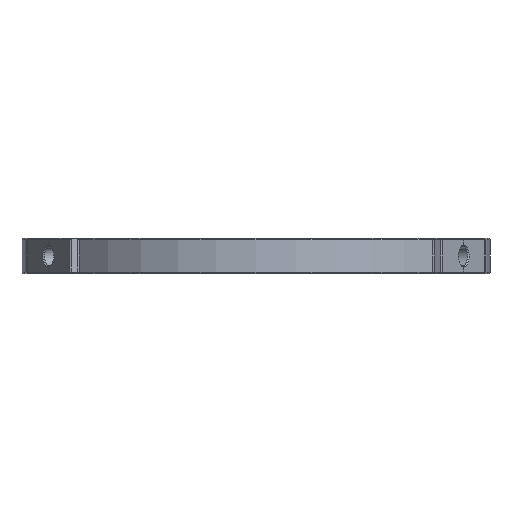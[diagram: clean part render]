
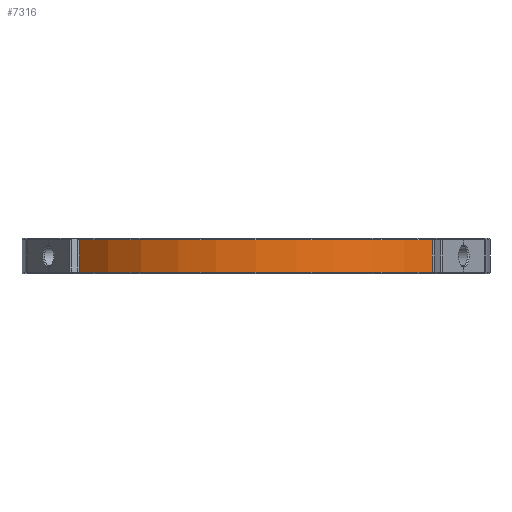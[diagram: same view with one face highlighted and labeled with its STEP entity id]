
A CAD part, front view. The second image highlights one B-rep face of the part: STEP entity #7316.
In plain terms, the highlighted cylindrical face has radius 40 mm (diameter 80 mm), a partial arc.
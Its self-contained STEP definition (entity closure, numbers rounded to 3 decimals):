
#1510 = TOROIDAL_SURFACE('',#1511,39.75,0.25);
#1511 = AXIS2_PLACEMENT_3D('',#1512,#1513,#1514);
#1512 = CARTESIAN_POINT('',(0.,0.,-2.75));
#1513 = DIRECTION('',(0.,0.,1.));
#1514 = DIRECTION('',(-0.757,-0.654,0.));
#2657 = TOROIDAL_SURFACE('',#2658,39.75,0.25);
#2658 = AXIS2_PLACEMENT_3D('',#2659,#2660,#2661);
#2659 = CARTESIAN_POINT('',(0.,0.,2.75));
#2660 = DIRECTION('',(-0.,-0.,-1.));
#2661 = DIRECTION('',(-0.757,-0.654,0.));
#4812 = VERTEX_POINT('',#4813);
#4813 = CARTESIAN_POINT('',(-30.142,-26.296,-2.75));
#4850 = CYLINDRICAL_SURFACE('',#4851,0.25);
#4851 = AXIS2_PLACEMENT_3D('',#4852,#4853,#4854);
#4852 = CARTESIAN_POINT('',(-30.33,-26.46,-3.));
#4853 = DIRECTION('',(0.,0.,1.));
#4854 = DIRECTION('',(-0.5,0.866,0.));
#4942 = VERTEX_POINT('',#4943);
#4943 = CARTESIAN_POINT('',(30.142,-26.296,-2.75));
#4963 = EDGE_CURVE('',#4812,#4942,#4964,.T.);
#4964 = SURFACE_CURVE('',#4965,(#4970,#4977),.PCURVE_S1.);
#4965 = CIRCLE('',#4966,40.);
#4966 = AXIS2_PLACEMENT_3D('',#4967,#4968,#4969);
#4967 = CARTESIAN_POINT('',(0.,0.,-2.75));
#4968 = DIRECTION('',(0.,0.,1.));
#4969 = DIRECTION('',(-0.757,-0.654,0.));
#4970 = PCURVE('',#1510,#4971);
#4971 = DEFINITIONAL_REPRESENTATION('',(#4972),#4976);
#4972 = LINE('',#4973,#4974);
#4973 = CARTESIAN_POINT('',(0.,6.283));
#4974 = VECTOR('',#4975,1.);
#4975 = DIRECTION('',(1.,0.));
#4976 = ( GEOMETRIC_REPRESENTATION_CONTEXT(2) 
PARAMETRIC_REPRESENTATION_CONTEXT() REPRESENTATION_CONTEXT('2D SPACE',''
  ) );
#4977 = PCURVE('',#4978,#4983);
#4978 = CYLINDRICAL_SURFACE('',#4979,40.);
#4979 = AXIS2_PLACEMENT_3D('',#4980,#4981,#4982);
#4980 = CARTESIAN_POINT('',(0.,0.,-3.));
#4981 = DIRECTION('',(-0.,-0.,-1.));
#4982 = DIRECTION('',(1.,0.,0.));
#4983 = DEFINITIONAL_REPRESENTATION('',(#4984),#4988);
#4984 = LINE('',#4985,#4986);
#4985 = CARTESIAN_POINT('',(-3.854,-0.25));
#4986 = VECTOR('',#4987,1.);
#4987 = DIRECTION('',(-1.,0.));
#4988 = ( GEOMETRIC_REPRESENTATION_CONTEXT(2) 
PARAMETRIC_REPRESENTATION_CONTEXT() REPRESENTATION_CONTEXT('2D SPACE',''
  ) );
#5011 = CYLINDRICAL_SURFACE('',#5012,0.25);
#5012 = AXIS2_PLACEMENT_3D('',#5013,#5014,#5015);
#5013 = CARTESIAN_POINT('',(30.33,-26.46,-3.));
#5014 = DIRECTION('',(0.,0.,1.));
#5015 = DIRECTION('',(-0.754,0.657,0.));
#5388 = VERTEX_POINT('',#5389);
#5389 = CARTESIAN_POINT('',(-30.142,-26.296,2.75));
#5540 = VERTEX_POINT('',#5541);
#5541 = CARTESIAN_POINT('',(30.142,-26.296,2.75));
#5561 = EDGE_CURVE('',#5388,#5540,#5562,.T.);
#5562 = SURFACE_CURVE('',#5563,(#5568,#5575),.PCURVE_S1.);
#5563 = CIRCLE('',#5564,40.);
#5564 = AXIS2_PLACEMENT_3D('',#5565,#5566,#5567);
#5565 = CARTESIAN_POINT('',(0.,0.,2.75));
#5566 = DIRECTION('',(0.,0.,1.));
#5567 = DIRECTION('',(-0.757,-0.654,0.));
#5568 = PCURVE('',#2657,#5569);
#5569 = DEFINITIONAL_REPRESENTATION('',(#5570),#5574);
#5570 = LINE('',#5571,#5572);
#5571 = CARTESIAN_POINT('',(-0.,6.283));
#5572 = VECTOR('',#5573,1.);
#5573 = DIRECTION('',(-1.,0.));
#5574 = ( GEOMETRIC_REPRESENTATION_CONTEXT(2) 
PARAMETRIC_REPRESENTATION_CONTEXT() REPRESENTATION_CONTEXT('2D SPACE',''
  ) );
#5575 = PCURVE('',#4978,#5576);
#5576 = DEFINITIONAL_REPRESENTATION('',(#5577),#5581);
#5577 = LINE('',#5578,#5579);
#5578 = CARTESIAN_POINT('',(-3.854,-5.75));
#5579 = VECTOR('',#5580,1.);
#5580 = DIRECTION('',(-1.,0.));
#5581 = ( GEOMETRIC_REPRESENTATION_CONTEXT(2) 
PARAMETRIC_REPRESENTATION_CONTEXT() REPRESENTATION_CONTEXT('2D SPACE',''
  ) );
#7248 = EDGE_CURVE('',#4812,#5388,#7249,.T.);
#7249 = SURFACE_CURVE('',#7250,(#7254,#7261),.PCURVE_S1.);
#7250 = LINE('',#7251,#7252);
#7251 = CARTESIAN_POINT('',(-30.142,-26.296,-3.));
#7252 = VECTOR('',#7253,1.);
#7253 = DIRECTION('',(0.,0.,1.));
#7254 = PCURVE('',#4850,#7255);
#7255 = DEFINITIONAL_REPRESENTATION('',(#7256),#7260);
#7256 = LINE('',#7257,#7258);
#7257 = CARTESIAN_POINT('',(-1.377,0.));
#7258 = VECTOR('',#7259,1.);
#7259 = DIRECTION('',(-0.,1.));
#7260 = ( GEOMETRIC_REPRESENTATION_CONTEXT(2) 
PARAMETRIC_REPRESENTATION_CONTEXT() REPRESENTATION_CONTEXT('2D SPACE',''
  ) );
#7261 = PCURVE('',#4978,#7262);
#7262 = DEFINITIONAL_REPRESENTATION('',(#7263),#7267);
#7263 = LINE('',#7264,#7265);
#7264 = CARTESIAN_POINT('',(-3.859,0.));
#7265 = VECTOR('',#7266,1.);
#7266 = DIRECTION('',(-0.,-1.));
#7267 = ( GEOMETRIC_REPRESENTATION_CONTEXT(2) 
PARAMETRIC_REPRESENTATION_CONTEXT() REPRESENTATION_CONTEXT('2D SPACE',''
  ) );
#7316 = ADVANCED_FACE('',(#7317),#4978,.T.);
#7317 = FACE_BOUND('',#7318,.F.);
#7318 = EDGE_LOOP('',(#7319,#7320,#7341,#7342));
#7319 = ORIENTED_EDGE('',*,*,#5561,.T.);
#7320 = ORIENTED_EDGE('',*,*,#7321,.F.);
#7321 = EDGE_CURVE('',#4942,#5540,#7322,.T.);
#7322 = SURFACE_CURVE('',#7323,(#7327,#7334),.PCURVE_S1.);
#7323 = LINE('',#7324,#7325);
#7324 = CARTESIAN_POINT('',(30.142,-26.296,-3.));
#7325 = VECTOR('',#7326,1.);
#7326 = DIRECTION('',(0.,0.,1.));
#7327 = PCURVE('',#4978,#7328);
#7328 = DEFINITIONAL_REPRESENTATION('',(#7329),#7333);
#7329 = LINE('',#7330,#7331);
#7330 = CARTESIAN_POINT('',(-5.566,0.));
#7331 = VECTOR('',#7332,1.);
#7332 = DIRECTION('',(-0.,-1.));
#7333 = ( GEOMETRIC_REPRESENTATION_CONTEXT(2) 
PARAMETRIC_REPRESENTATION_CONTEXT() REPRESENTATION_CONTEXT('2D SPACE',''
  ) );
#7334 = PCURVE('',#5011,#7335);
#7335 = DEFINITIONAL_REPRESENTATION('',(#7336),#7340);
#7336 = LINE('',#7337,#7338);
#7337 = CARTESIAN_POINT('',(-0.,0.));
#7338 = VECTOR('',#7339,1.);
#7339 = DIRECTION('',(-0.,1.));
#7340 = ( GEOMETRIC_REPRESENTATION_CONTEXT(2) 
PARAMETRIC_REPRESENTATION_CONTEXT() REPRESENTATION_CONTEXT('2D SPACE',''
  ) );
#7341 = ORIENTED_EDGE('',*,*,#4963,.F.);
#7342 = ORIENTED_EDGE('',*,*,#7248,.T.);
